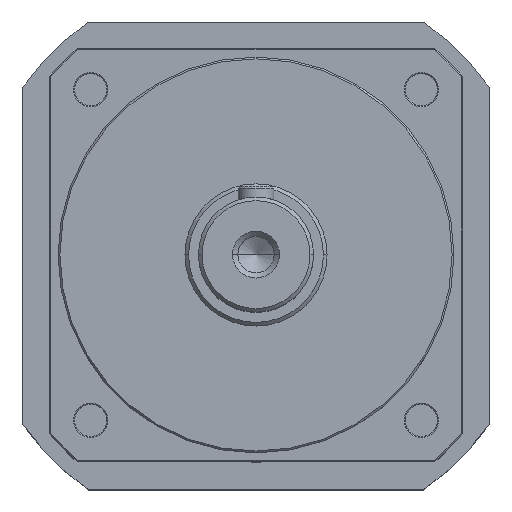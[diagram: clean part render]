
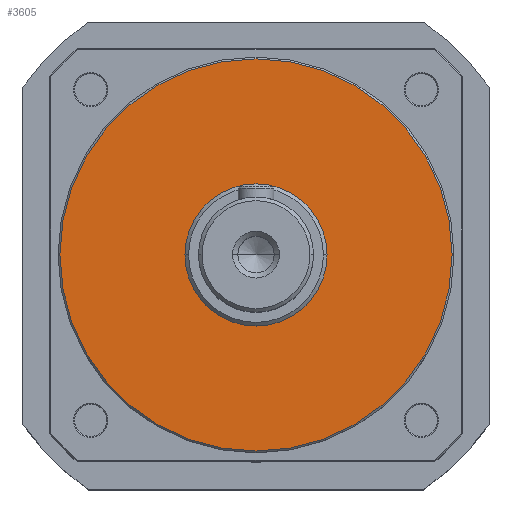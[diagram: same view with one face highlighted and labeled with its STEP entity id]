
A CAD part, top view. The second image highlights one B-rep face of the part: STEP entity #3605.
In plain terms, the highlighted planar face has unit normal (0, 0, 1).
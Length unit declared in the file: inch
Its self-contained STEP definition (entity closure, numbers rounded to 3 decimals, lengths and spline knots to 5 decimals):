
#47 = DIRECTION ( 'NONE',  ( -1., 0., 0. ) ) ;
#474 = ORIENTED_EDGE ( 'NONE', *, *, #2907, .F. ) ;
#501 = AXIS2_PLACEMENT_3D ( 'NONE', #2615, #3462, #2223 ) ;
#657 = DIRECTION ( 'NONE',  ( 1., 0., 0. ) ) ;
#833 = CIRCLE ( 'NONE', #1202, 0.77756 ) ;
#1069 = CARTESIAN_POINT ( 'NONE',  ( -2.61748, 0.67823, 1.6873 ) ) ;
#1202 = AXIS2_PLACEMENT_3D ( 'NONE', #5296, #3616, #4704 ) ;
#1413 = AXIS2_PLACEMENT_3D ( 'NONE', #4033, #3600, #5340 ) ;
#1540 = EDGE_CURVE ( 'NONE', #1744, #5155, #833, .T. ) ;
#1599 = PLANE ( 'NONE',  #4129 ) ;
#1644 = VERTEX_POINT ( 'NONE', #1069 ) ;
#1647 = EDGE_LOOP ( 'NONE', ( #5494, #4110 ) ) ;
#1744 = VERTEX_POINT ( 'NONE', #4718 ) ;
#2065 = CIRCLE ( 'NONE', #4678, 0.77756 ) ;
#2199 = DIRECTION ( 'NONE',  ( 0., 0., -1. ) ) ;
#2223 = DIRECTION ( 'NONE',  ( -1., 0., 0. ) ) ;
#2400 = CIRCLE ( 'NONE', #1413, 2.14567 ) ;
#2615 = CARTESIAN_POINT ( 'NONE',  ( -0.47181, 0.67823, 1.6873 ) ) ;
#2632 = EDGE_CURVE ( 'NONE', #3671, #1644, #5390, .T. ) ;
#2728 = CARTESIAN_POINT ( 'NONE',  ( -0.47181, 0.67823, 1.6873 ) ) ;
#2907 = EDGE_CURVE ( 'NONE', #1644, #3671, #2400, .T. ) ;
#3205 = FACE_OUTER_BOUND ( 'NONE', #4472, .T. ) ;
#3321 = DIRECTION ( 'NONE',  ( 0., 0., 1. ) ) ;
#3462 = DIRECTION ( 'NONE',  ( 0., 0., -1. ) ) ;
#3600 = DIRECTION ( 'NONE',  ( 0., 0., -1. ) ) ;
#3605 = ADVANCED_FACE ( 'NONE', ( #4936, #3205 ), #1599, .T. ) ;
#3616 = DIRECTION ( 'NONE',  ( 0., 0., -1. ) ) ;
#3659 = CARTESIAN_POINT ( 'NONE',  ( -0.47181, 2.8239, 1.6873 ) ) ;
#3671 = VERTEX_POINT ( 'NONE', #5443 ) ;
#4033 = CARTESIAN_POINT ( 'NONE',  ( -0.47181, 0.67823, 1.6873 ) ) ;
#4110 = ORIENTED_EDGE ( 'NONE', *, *, #5420, .T. ) ;
#4129 = AXIS2_PLACEMENT_3D ( 'NONE', #3659, #3321, #657 ) ;
#4472 = EDGE_LOOP ( 'NONE', ( #474, #5323 ) ) ;
#4597 = CARTESIAN_POINT ( 'NONE',  ( 0.30575, 0.67823, 1.6873 ) ) ;
#4678 = AXIS2_PLACEMENT_3D ( 'NONE', #2728, #2199, #47 ) ;
#4704 = DIRECTION ( 'NONE',  ( -1., 0., 0. ) ) ;
#4718 = CARTESIAN_POINT ( 'NONE',  ( -1.24937, 0.67823, 1.6873 ) ) ;
#4936 = FACE_BOUND ( 'NONE', #1647, .T. ) ;
#5155 = VERTEX_POINT ( 'NONE', #4597 ) ;
#5296 = CARTESIAN_POINT ( 'NONE',  ( -0.47181, 0.67823, 1.6873 ) ) ;
#5323 = ORIENTED_EDGE ( 'NONE', *, *, #2632, .F. ) ;
#5340 = DIRECTION ( 'NONE',  ( -1., 0., 0. ) ) ;
#5390 = CIRCLE ( 'NONE', #501, 2.14567 ) ;
#5420 = EDGE_CURVE ( 'NONE', #5155, #1744, #2065, .T. ) ;
#5443 = CARTESIAN_POINT ( 'NONE',  ( 1.67386, 0.67823, 1.6873 ) ) ;
#5494 = ORIENTED_EDGE ( 'NONE', *, *, #1540, .T. ) ;
